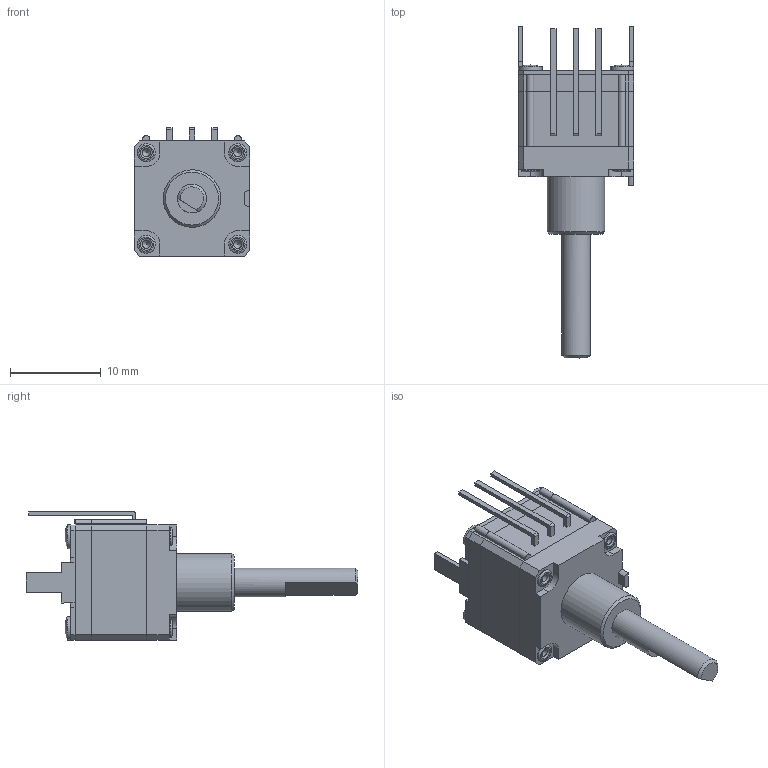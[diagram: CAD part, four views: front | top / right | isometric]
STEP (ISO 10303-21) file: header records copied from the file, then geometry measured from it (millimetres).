
FILE_DESCRIPTION(/* description */ (''),/* implementation_level */ '2;1');
FILE_NAME(/* name */ 'P260T-x1AF3Cxx.stp',/* time_stamp */ '2024-09-17T11:30:35-04:00',/* author */ ('avery.harrell'),/* organization */ (''),/* preprocessor_version */ 'ST-DEVELOPER v17.2',/* originating_system */ 'Autodesk Inventor 2019',/* authorisation */ '');
FILE_SCHEMA (('AUTOMOTIVE_DESIGN { 1 0 10303 214 3 1 1 }'));
Length unit declared in the file: millimetre
Products named in the file (9): P260T-x1AF3Cxx; P26xT-x1A; P26x A bushing; P26x body; P26x rear lid; P26xT bracket; P26xT-1 pins; P260T lead short; P26x AF3 shaft
Assembly tree (13 placements, depth 3):
  P260T-x1AF3Cxx
    P26xT-x1A
      P26x A bushing
      P26x body
      P26x rear lid
      P26xT bracket
      P26xT-1 pins  x4
      P260T lead short  x3
    P26x AF3 shaft
Bounding box: 12.71 x 36.6 x 14.15 mm (x, y, z)
Volume: 1495.5 mm3; surface area: 3224.6 mm2
Topology: 12 solids, 12 shells, 303 faces, 822 edges, 565 vertices
Faces by surface type: plane 209, cylinder 67, torus 13, cone 10, sphere 4
Full cylindrical faces by diameter (mm): 0.8 x1, 0.9 x4, 1.5 x4, 1.55 x16, 2 x4, 2.6 x4, 3.175 x2, 3.9 x1, 4.05 x1, 5.5 x1, 5.6 x1, 6.35 x1, 8.15 x1, 9.4 x1, 9.5 x1, 11 x2, 11.15 x1, 12.1 x2, 12.2 x1
Entity records: 8515 total; most frequent: CARTESIAN_POINT 1443, DIRECTION 1434, ORIENTED_EDGE 1382, EDGE_CURVE 691, LINE 492, VECTOR 492, VERTEX_POINT 474, AXIS2_PLACEMENT_3D 471
